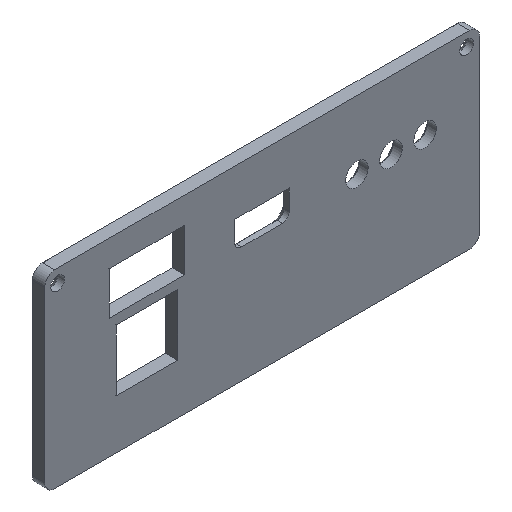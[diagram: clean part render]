
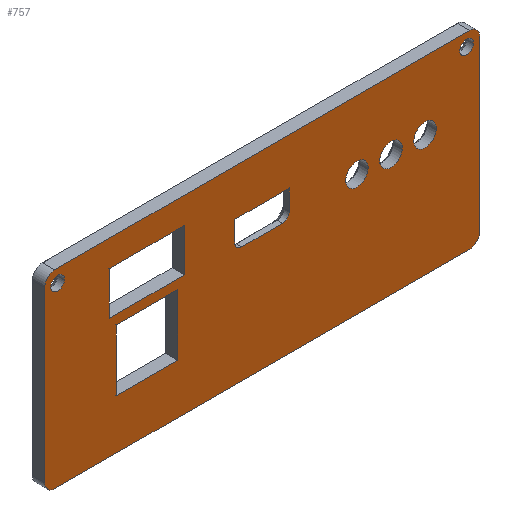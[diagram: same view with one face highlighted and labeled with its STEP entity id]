
A CAD part, isometric view. The second image highlights one B-rep face of the part: STEP entity #757.
In plain terms, the highlighted planar face has unit normal (0, -1, 0).
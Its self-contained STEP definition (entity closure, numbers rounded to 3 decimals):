
#34=FACE_BOUND('',#152,.T.);
#35=FACE_BOUND('',#153,.T.);
#36=FACE_BOUND('',#154,.T.);
#37=FACE_BOUND('',#155,.T.);
#38=FACE_BOUND('',#156,.T.);
#39=FACE_BOUND('',#157,.T.);
#40=FACE_BOUND('',#158,.T.);
#41=FACE_BOUND('',#159,.T.);
#63=PLANE('',#840);
#103=FACE_OUTER_BOUND('',#151,.T.);
#151=EDGE_LOOP('',(#684,#685,#686,#687,#688,#689,#690,#691));
#152=EDGE_LOOP('',(#692));
#153=EDGE_LOOP('',(#693));
#154=EDGE_LOOP('',(#694,#695,#696,#697));
#155=EDGE_LOOP('',(#698));
#156=EDGE_LOOP('',(#699,#700,#701,#702));
#157=EDGE_LOOP('',(#703,#704,#705,#706,#707,#708));
#158=EDGE_LOOP('',(#709));
#159=EDGE_LOOP('',(#710));
#193=LINE('',#1163,#267);
#197=LINE('',#1172,#271);
#198=LINE('',#1176,#272);
#201=LINE('',#1181,#275);
#203=LINE('',#1185,#277);
#205=LINE('',#1188,#279);
#206=LINE('',#1192,#280);
#209=LINE('',#1197,#283);
#211=LINE('',#1201,#285);
#213=LINE('',#1204,#287);
#215=LINE('',#1208,#289);
#217=LINE('',#1212,#291);
#222=LINE('',#1234,#296);
#226=LINE('',#1243,#300);
#229=LINE('',#1251,#303);
#232=LINE('',#1259,#306);
#267=VECTOR('',#942,10.);
#271=VECTOR('',#952,10.);
#272=VECTOR('',#955,10.);
#275=VECTOR('',#960,10.);
#277=VECTOR('',#964,10.);
#279=VECTOR('',#968,10.);
#280=VECTOR('',#971,10.);
#283=VECTOR('',#976,10.);
#285=VECTOR('',#980,10.);
#287=VECTOR('',#984,10.);
#289=VECTOR('',#988,10.);
#291=VECTOR('',#992,10.);
#296=VECTOR('',#1019,10.);
#300=VECTOR('',#1029,10.);
#303=VECTOR('',#1038,10.);
#306=VECTOR('',#1047,10.);
#320=CIRCLE('',#787,1.65);
#322=CIRCLE('',#791,1.65);
#324=CIRCLE('',#795,1.65);
#327=CIRCLE('',#806,1.);
#328=CIRCLE('',#819,1.);
#330=CIRCLE('',#823,1.);
#332=CIRCLE('',#827,1.);
#333=CIRCLE('',#830,1.5);
#334=CIRCLE('',#833,1.5);
#335=CIRCLE('',#836,1.5);
#336=CIRCLE('',#839,1.5);
#365=VERTEX_POINT('',#1116);
#367=VERTEX_POINT('',#1124);
#369=VERTEX_POINT('',#1132);
#376=VERTEX_POINT('',#1160);
#377=VERTEX_POINT('',#1162);
#378=VERTEX_POINT('',#1166);
#379=VERTEX_POINT('',#1170);
#380=VERTEX_POINT('',#1174);
#381=VERTEX_POINT('',#1175);
#382=VERTEX_POINT('',#1180);
#383=VERTEX_POINT('',#1184);
#384=VERTEX_POINT('',#1190);
#385=VERTEX_POINT('',#1191);
#386=VERTEX_POINT('',#1196);
#387=VERTEX_POINT('',#1200);
#388=VERTEX_POINT('',#1206);
#389=VERTEX_POINT('',#1210);
#391=VERTEX_POINT('',#1220);
#393=VERTEX_POINT('',#1228);
#394=VERTEX_POINT('',#1232);
#395=VERTEX_POINT('',#1233);
#396=VERTEX_POINT('',#1238);
#397=VERTEX_POINT('',#1242);
#398=VERTEX_POINT('',#1246);
#399=VERTEX_POINT('',#1250);
#400=VERTEX_POINT('',#1254);
#401=VERTEX_POINT('',#1258);
#432=EDGE_CURVE('',#365,#365,#320,.T.);
#436=EDGE_CURVE('',#367,#367,#322,.T.);
#440=EDGE_CURVE('',#369,#369,#324,.T.);
#454=EDGE_CURVE('',#377,#376,#193,.T.);
#457=EDGE_CURVE('',#376,#378,#327,.T.);
#459=EDGE_CURVE('',#378,#379,#197,.T.);
#460=EDGE_CURVE('',#380,#381,#198,.T.);
#463=EDGE_CURVE('',#381,#382,#201,.T.);
#465=EDGE_CURVE('',#382,#383,#203,.T.);
#467=EDGE_CURVE('',#383,#380,#205,.T.);
#468=EDGE_CURVE('',#384,#385,#206,.T.);
#471=EDGE_CURVE('',#385,#386,#209,.T.);
#473=EDGE_CURVE('',#386,#387,#211,.T.);
#475=EDGE_CURVE('',#387,#384,#213,.T.);
#477=EDGE_CURVE('',#379,#388,#215,.T.);
#479=EDGE_CURVE('',#388,#389,#217,.T.);
#480=EDGE_CURVE('',#389,#377,#328,.T.);
#484=EDGE_CURVE('',#391,#391,#330,.T.);
#488=EDGE_CURVE('',#393,#393,#332,.T.);
#489=EDGE_CURVE('',#394,#395,#222,.T.);
#492=EDGE_CURVE('',#396,#395,#333,.T.);
#494=EDGE_CURVE('',#396,#397,#226,.T.);
#496=EDGE_CURVE('',#398,#397,#334,.T.);
#498=EDGE_CURVE('',#398,#399,#229,.T.);
#500=EDGE_CURVE('',#400,#399,#335,.T.);
#502=EDGE_CURVE('',#400,#401,#232,.T.);
#504=EDGE_CURVE('',#394,#401,#336,.T.);
#684=ORIENTED_EDGE('',*,*,#504,.F.);
#685=ORIENTED_EDGE('',*,*,#489,.T.);
#686=ORIENTED_EDGE('',*,*,#492,.F.);
#687=ORIENTED_EDGE('',*,*,#494,.T.);
#688=ORIENTED_EDGE('',*,*,#496,.F.);
#689=ORIENTED_EDGE('',*,*,#498,.T.);
#690=ORIENTED_EDGE('',*,*,#500,.F.);
#691=ORIENTED_EDGE('',*,*,#502,.T.);
#692=ORIENTED_EDGE('',*,*,#432,.T.);
#693=ORIENTED_EDGE('',*,*,#436,.T.);
#694=ORIENTED_EDGE('',*,*,#465,.T.);
#695=ORIENTED_EDGE('',*,*,#467,.T.);
#696=ORIENTED_EDGE('',*,*,#460,.T.);
#697=ORIENTED_EDGE('',*,*,#463,.T.);
#698=ORIENTED_EDGE('',*,*,#440,.T.);
#699=ORIENTED_EDGE('',*,*,#473,.T.);
#700=ORIENTED_EDGE('',*,*,#475,.T.);
#701=ORIENTED_EDGE('',*,*,#468,.T.);
#702=ORIENTED_EDGE('',*,*,#471,.T.);
#703=ORIENTED_EDGE('',*,*,#454,.T.);
#704=ORIENTED_EDGE('',*,*,#457,.T.);
#705=ORIENTED_EDGE('',*,*,#459,.T.);
#706=ORIENTED_EDGE('',*,*,#477,.T.);
#707=ORIENTED_EDGE('',*,*,#479,.T.);
#708=ORIENTED_EDGE('',*,*,#480,.T.);
#709=ORIENTED_EDGE('',*,*,#484,.F.);
#710=ORIENTED_EDGE('',*,*,#488,.F.);
#757=ADVANCED_FACE('',(#103,#34,#35,#36,#37,#38,#39,#40,#41),#63,.F.);
#787=AXIS2_PLACEMENT_3D('',#1118,#891,#892);
#791=AXIS2_PLACEMENT_3D('',#1126,#901,#902);
#795=AXIS2_PLACEMENT_3D('',#1134,#911,#912);
#806=AXIS2_PLACEMENT_3D('',#1168,#947,#948);
#819=AXIS2_PLACEMENT_3D('',#1214,#995,#996);
#823=AXIS2_PLACEMENT_3D('',#1222,#1005,#1006);
#827=AXIS2_PLACEMENT_3D('',#1230,#1015,#1016);
#830=AXIS2_PLACEMENT_3D('',#1239,#1024,#1025);
#833=AXIS2_PLACEMENT_3D('',#1247,#1033,#1034);
#836=AXIS2_PLACEMENT_3D('',#1255,#1042,#1043);
#839=AXIS2_PLACEMENT_3D('',#1262,#1051,#1052);
#840=AXIS2_PLACEMENT_3D('',#1263,#1053,#1054);
#891=DIRECTION('center_axis',(0.,1.,0.));
#892=DIRECTION('ref_axis',(-1.,0.,0.));
#901=DIRECTION('center_axis',(0.,1.,0.));
#902=DIRECTION('ref_axis',(-1.,0.,0.));
#911=DIRECTION('center_axis',(0.,1.,0.));
#912=DIRECTION('ref_axis',(-1.,0.,0.));
#942=DIRECTION('',(-1.,0.,0.));
#947=DIRECTION('center_axis',(0.,1.,0.));
#948=DIRECTION('ref_axis',(0.,0.,-1.));
#952=DIRECTION('',(0.,0.,1.));
#955=DIRECTION('',(-1.,0.,0.));
#960=DIRECTION('',(0.,0.,1.));
#964=DIRECTION('',(1.,0.,0.));
#968=DIRECTION('',(0.,0.,-1.));
#971=DIRECTION('',(-1.,0.,0.));
#976=DIRECTION('',(0.,0.,1.));
#980=DIRECTION('',(1.,0.,0.));
#984=DIRECTION('',(0.,0.,-1.));
#988=DIRECTION('',(1.,0.,0.));
#992=DIRECTION('',(0.,0.,-1.));
#995=DIRECTION('center_axis',(0.,1.,0.));
#996=DIRECTION('ref_axis',(1.,0.,0.));
#1005=DIRECTION('center_axis',(0.,-1.,0.));
#1006=DIRECTION('ref_axis',(1.,0.,0.));
#1015=DIRECTION('center_axis',(0.,-1.,0.));
#1016=DIRECTION('ref_axis',(1.,0.,0.));
#1019=DIRECTION('',(-1.,0.,0.));
#1024=DIRECTION('center_axis',(0.,1.,0.));
#1025=DIRECTION('ref_axis',(-1.,0.,0.));
#1029=DIRECTION('',(0.,0.,-1.));
#1033=DIRECTION('center_axis',(0.,1.,0.));
#1034=DIRECTION('ref_axis',(0.,0.,-1.));
#1038=DIRECTION('',(1.,0.,0.));
#1042=DIRECTION('center_axis',(0.,1.,0.));
#1043=DIRECTION('ref_axis',(1.,0.,0.));
#1047=DIRECTION('',(0.,0.,1.));
#1051=DIRECTION('center_axis',(0.,1.,0.));
#1052=DIRECTION('ref_axis',(0.,0.,1.));
#1053=DIRECTION('center_axis',(0.,1.,0.));
#1054=DIRECTION('ref_axis',(1.,0.,0.));
#1116=CARTESIAN_POINT('',(15.55,0.,3.9));
#1118=CARTESIAN_POINT('Origin',(13.9,0.,3.9));
#1124=CARTESIAN_POINT('',(20.55,0.,3.9));
#1126=CARTESIAN_POINT('Origin',(18.9,0.,3.9));
#1132=CARTESIAN_POINT('',(25.55,0.,3.9));
#1134=CARTESIAN_POINT('Origin',(23.9,0.,3.9));
#1160=CARTESIAN_POINT('',(-3.,0.,3.1));
#1162=CARTESIAN_POINT('',(3.,0.,3.1));
#1163=CARTESIAN_POINT('',(-1.5,0.,3.1));
#1166=CARTESIAN_POINT('',(-4.,0.,4.1));
#1168=CARTESIAN_POINT('Origin',(-3.,0.,4.1));
#1170=CARTESIAN_POINT('',(-4.,0.,7.1));
#1172=CARTESIAN_POINT('',(-4.,0.,3.55));
#1174=CARTESIAN_POINT('',(-11.4,0.,3.75));
#1175=CARTESIAN_POINT('',(-22.4,0.,3.75));
#1176=CARTESIAN_POINT('',(-11.2,0.,3.75));
#1180=CARTESIAN_POINT('',(-22.4,0.,10.05));
#1181=CARTESIAN_POINT('',(-22.4,0.,5.025));
#1184=CARTESIAN_POINT('',(-11.4,0.,10.05));
#1185=CARTESIAN_POINT('',(-5.7,0.,10.05));
#1188=CARTESIAN_POINT('',(-11.4,0.,1.875));
#1190=CARTESIAN_POINT('',(-12.4,0.,-6.6));
#1191=CARTESIAN_POINT('',(-21.4,0.,-6.6));
#1192=CARTESIAN_POINT('',(-10.7,0.,-6.6));
#1196=CARTESIAN_POINT('',(-21.4,0.,2.4));
#1197=CARTESIAN_POINT('',(-21.4,0.,1.2));
#1200=CARTESIAN_POINT('',(-12.4,0.,2.4));
#1201=CARTESIAN_POINT('',(-6.2,0.,2.4));
#1204=CARTESIAN_POINT('',(-12.4,0.,-3.3));
#1206=CARTESIAN_POINT('',(4.,0.,7.1));
#1208=CARTESIAN_POINT('',(2.,0.,7.1));
#1210=CARTESIAN_POINT('',(4.,0.,4.1));
#1212=CARTESIAN_POINT('',(4.,0.,2.05));
#1214=CARTESIAN_POINT('Origin',(3.,0.,4.1));
#1220=CARTESIAN_POINT('',(-31.,0.,12.));
#1222=CARTESIAN_POINT('Origin',(-30.,0.,12.));
#1228=CARTESIAN_POINT('',(29.,0.,12.));
#1230=CARTESIAN_POINT('Origin',(30.,0.,12.));
#1232=CARTESIAN_POINT('',(30.4,0.,13.9));
#1233=CARTESIAN_POINT('',(-30.4,0.,13.9));
#1234=CARTESIAN_POINT('',(30.4,0.,13.9));
#1238=CARTESIAN_POINT('',(-31.9,0.,12.4));
#1239=CARTESIAN_POINT('Origin',(-30.4,0.,12.4));
#1242=CARTESIAN_POINT('',(-31.9,0.,-12.4));
#1243=CARTESIAN_POINT('',(-31.9,0.,12.4));
#1246=CARTESIAN_POINT('',(-30.4,0.,-13.9));
#1247=CARTESIAN_POINT('Origin',(-30.4,0.,-12.4));
#1250=CARTESIAN_POINT('',(30.4,0.,-13.9));
#1251=CARTESIAN_POINT('',(-30.4,0.,-13.9));
#1254=CARTESIAN_POINT('',(31.9,0.,-12.4));
#1255=CARTESIAN_POINT('Origin',(30.4,0.,-12.4));
#1258=CARTESIAN_POINT('',(31.9,0.,12.4));
#1259=CARTESIAN_POINT('',(31.9,0.,-12.4));
#1262=CARTESIAN_POINT('Origin',(30.4,0.,12.4));
#1263=CARTESIAN_POINT('Origin',(0.,0.,0.));
